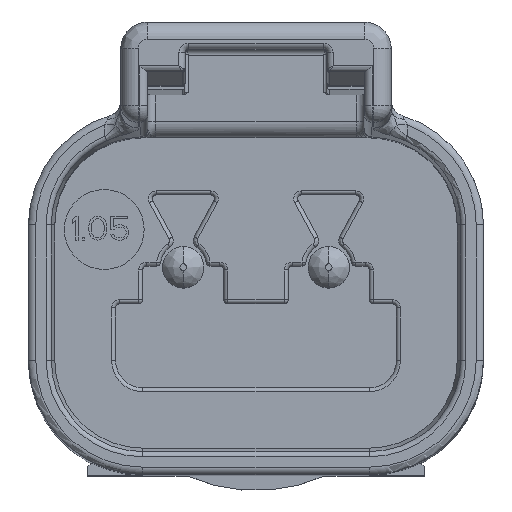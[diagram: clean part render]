
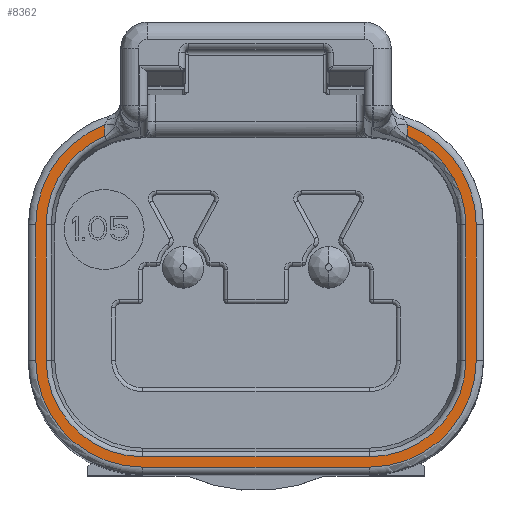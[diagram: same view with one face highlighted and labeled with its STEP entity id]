
A CAD part, top view. The second image highlights one B-rep face of the part: STEP entity #8362.
In plain terms, the highlighted planar face has unit normal (0, 0, 1).
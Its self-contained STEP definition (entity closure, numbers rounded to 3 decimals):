
#38=DIRECTION('',(0.,1.,0.));
#39=VECTOR('',#38,0.422);
#40=CARTESIAN_POINT('',(5.68,4.904,0.));
#41=LINE('',#40,#39);
#42=CARTESIAN_POINT('',(4.255,1.569,0.));
#43=DIRECTION('',(0.,0.,-1.));
#44=DIRECTION('',(0.355,0.935,0.));
#45=AXIS2_PLACEMENT_3D('',#42,#43,#44);
#47=CARTESIAN_POINT('',(4.255,-3.511,0.));
#48=DIRECTION('',(0.,0.,-1.));
#49=DIRECTION('',(1.,0.,0.));
#50=AXIS2_PLACEMENT_3D('',#47,#48,#49);
#52=CARTESIAN_POINT('',(-4.255,-3.511,0.));
#53=DIRECTION('',(0.,0.,-1.));
#54=DIRECTION('',(0.,-1.,0.));
#55=AXIS2_PLACEMENT_3D('',#52,#53,#54);
#57=CARTESIAN_POINT('',(-4.255,1.569,0.));
#58=DIRECTION('',(0.,0.,-1.));
#59=DIRECTION('',(-1.,0.,0.));
#60=AXIS2_PLACEMENT_3D('',#57,#58,#59);
#62=DIRECTION('',(0.,-1.,0.));
#63=VECTOR('',#62,0.422);
#64=CARTESIAN_POINT('',(-5.68,5.326,0.));
#65=LINE('',#64,#63);
#66=CARTESIAN_POINT('',(-4.255,1.569,0.));
#67=DIRECTION('',(0.,0.,1.));
#68=DIRECTION('',(-0.393,0.92,0.));
#69=AXIS2_PLACEMENT_3D('',#66,#67,#68);
#71=CARTESIAN_POINT('',(-4.255,-3.511,0.));
#72=DIRECTION('',(0.,0.,1.));
#73=DIRECTION('',(-1.,0.,0.));
#74=AXIS2_PLACEMENT_3D('',#71,#72,#73);
#76=CARTESIAN_POINT('',(4.255,-3.511,0.));
#77=DIRECTION('',(0.,0.,1.));
#78=DIRECTION('',(0.,-1.,0.));
#79=AXIS2_PLACEMENT_3D('',#76,#77,#78);
#81=CARTESIAN_POINT('',(4.255,1.569,0.));
#82=DIRECTION('',(0.,0.,1.));
#83=DIRECTION('',(1.,0.,0.));
#84=AXIS2_PLACEMENT_3D('',#81,#82,#83);
#146=DIRECTION('',(0.,-1.,0.));
#147=VECTOR('',#146,5.08);
#148=CARTESIAN_POINT('',(7.881,1.569,0.));
#149=LINE('',#148,#147);
#169=DIRECTION('',(-1.,0.,0.));
#170=VECTOR('',#169,8.509);
#171=CARTESIAN_POINT('',(4.255,-7.138,0.));
#172=LINE('',#171,#170);
#192=DIRECTION('',(0.,1.,0.));
#193=VECTOR('',#192,5.08);
#194=CARTESIAN_POINT('',(-7.881,-3.511,0.));
#195=LINE('',#194,#193);
#580=DIRECTION('',(0.,1.,0.));
#581=VECTOR('',#580,5.08);
#582=CARTESIAN_POINT('',(8.273,-3.511,0.));
#583=LINE('',#582,#581);
#628=DIRECTION('',(1.,0.,0.));
#629=VECTOR('',#628,8.509);
#630=CARTESIAN_POINT('',(-4.255,-7.529,0.));
#631=LINE('',#630,#629);
#687=DIRECTION('',(0.,-1.,0.));
#688=VECTOR('',#687,5.08);
#689=CARTESIAN_POINT('',(-8.273,1.569,0.));
#690=LINE('',#689,#688);
#6876=CARTESIAN_POINT('',(5.68,4.904,
0.));
#6877=CARTESIAN_POINT('',(5.68,5.326,0.));
#6878=VERTEX_POINT('',#6876);
#6879=VERTEX_POINT('',#6877);
#6880=CARTESIAN_POINT('',(8.273,1.569,0.));
#6881=VERTEX_POINT('',#6880);
#6882=CARTESIAN_POINT('',(8.273,-3.511,0.));
#6883=VERTEX_POINT('',#6882);
#6884=CARTESIAN_POINT('',(4.255,-7.529,0.));
#6885=VERTEX_POINT('',#6884);
#6886=CARTESIAN_POINT('',(-4.255,-7.529,0.));
#6887=VERTEX_POINT('',#6886);
#6888=CARTESIAN_POINT('',(-8.273,-3.511,0.));
#6889=VERTEX_POINT('',#6888);
#6890=CARTESIAN_POINT('',(-8.273,1.569,0.));
#6891=VERTEX_POINT('',#6890);
#6892=CARTESIAN_POINT('',(-5.68,5.326,0.));
#6893=VERTEX_POINT('',#6892);
#6894=CARTESIAN_POINT('',(-5.68,4.904,
0.));
#6895=VERTEX_POINT('',#6894);
#6896=CARTESIAN_POINT('',(-7.881,1.569,0.));
#6897=VERTEX_POINT('',#6896);
#6898=CARTESIAN_POINT('',(-7.881,-3.511,0.));
#6899=VERTEX_POINT('',#6898);
#6900=CARTESIAN_POINT('',(-4.255,-7.138,0.));
#6901=VERTEX_POINT('',#6900);
#6902=CARTESIAN_POINT('',(4.255,-7.138,0.));
#6903=VERTEX_POINT('',#6902);
#6904=CARTESIAN_POINT('',(7.881,-3.511,0.));
#6905=VERTEX_POINT('',#6904);
#6906=CARTESIAN_POINT('',(7.881,1.569,0.));
#6907=VERTEX_POINT('',#6906);
#8323=CARTESIAN_POINT('',(0.,-0.971,0.));
#8324=DIRECTION('',(0.,0.,1.));
#8325=DIRECTION('',(1.,0.,0.));
#8326=AXIS2_PLACEMENT_3D('',#8323,#8324,#8325);
#8327=PLANE('',#8326);
#8329=ORIENTED_EDGE('',*,*,#8328,.T.);
#8331=ORIENTED_EDGE('',*,*,#8330,.T.);
#8333=ORIENTED_EDGE('',*,*,#8332,.F.);
#8335=ORIENTED_EDGE('',*,*,#8334,.T.);
#8337=ORIENTED_EDGE('',*,*,#8336,.F.);
#8339=ORIENTED_EDGE('',*,*,#8338,.T.);
#8341=ORIENTED_EDGE('',*,*,#8340,.F.);
#8343=ORIENTED_EDGE('',*,*,#8342,.T.);
#8345=ORIENTED_EDGE('',*,*,#8344,.T.);
#8347=ORIENTED_EDGE('',*,*,#8346,.T.);
#8349=ORIENTED_EDGE('',*,*,#8348,.F.);
#8351=ORIENTED_EDGE('',*,*,#8350,.T.);
#8353=ORIENTED_EDGE('',*,*,#8352,.F.);
#8355=ORIENTED_EDGE('',*,*,#8354,.T.);
#8357=ORIENTED_EDGE('',*,*,#8356,.F.);
#8359=ORIENTED_EDGE('',*,*,#8358,.T.);
#8360=EDGE_LOOP('',(#8329,#8331,#8333,#8335,#8337,#8339,#8341,#8343,#8345,#8347,
#8349,#8351,#8353,#8355,#8357,#8359));
#8361=FACE_OUTER_BOUND('',#8360,.F.);
#8362=ADVANCED_FACE('',(#8361),#8327,.T.);
#46=CIRCLE('',#45,4.018);
#51=CIRCLE('',#50,4.018);
#56=CIRCLE('',#55,4.018);
#61=CIRCLE('',#60,4.018);
#70=CIRCLE('',#69,3.627);
#75=CIRCLE('',#74,3.627);
#80=CIRCLE('',#79,3.627);
#85=CIRCLE('',#84,3.627);
#8328=EDGE_CURVE('',#6878,#6879,#41,.T.);
#8330=EDGE_CURVE('',#6879,#6881,#46,.T.);
#8332=EDGE_CURVE('',#6883,#6881,#583,.T.);
#8334=EDGE_CURVE('',#6883,#6885,#51,.T.);
#8336=EDGE_CURVE('',#6887,#6885,#631,.T.);
#8338=EDGE_CURVE('',#6887,#6889,#56,.T.);
#8340=EDGE_CURVE('',#6891,#6889,#690,.T.);
#8342=EDGE_CURVE('',#6891,#6893,#61,.T.);
#8344=EDGE_CURVE('',#6893,#6895,#65,.T.);
#8346=EDGE_CURVE('',#6895,#6897,#70,.T.);
#8348=EDGE_CURVE('',#6899,#6897,#195,.T.);
#8350=EDGE_CURVE('',#6899,#6901,#75,.T.);
#8352=EDGE_CURVE('',#6903,#6901,#172,.T.);
#8354=EDGE_CURVE('',#6903,#6905,#80,.T.);
#8356=EDGE_CURVE('',#6907,#6905,#149,.T.);
#8358=EDGE_CURVE('',#6907,#6878,#85,.T.);
